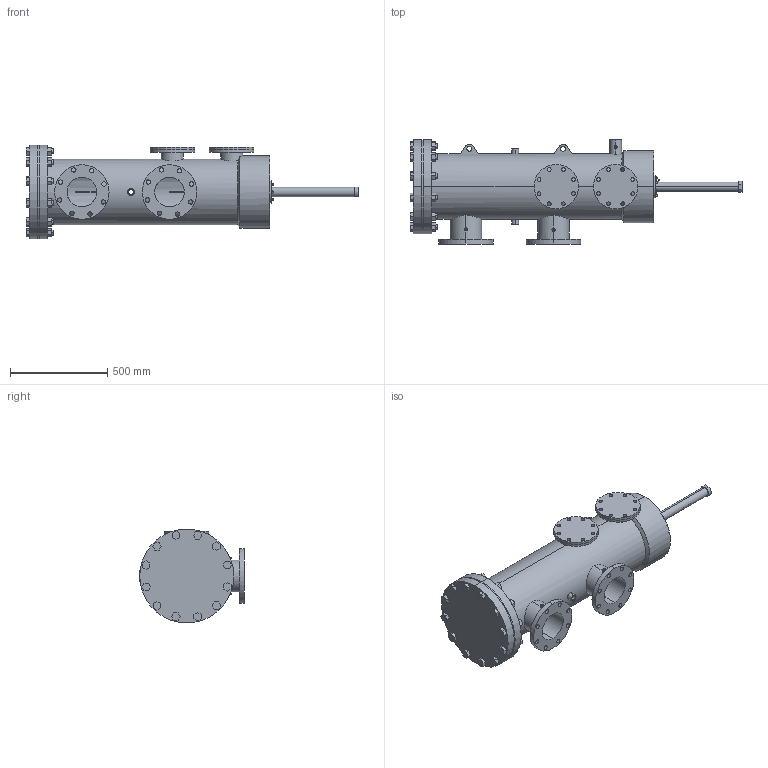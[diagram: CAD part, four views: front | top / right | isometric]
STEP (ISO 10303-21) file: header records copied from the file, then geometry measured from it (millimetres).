
FILE_DESCRIPTION (( 'STEP AP203' ), '1' );
FILE_NAME ('A6-FRP-180.STEP', '2020-09-17T14:03:20', ( '' ), ( '' ), 'SwSTEP 2.0', 'SolidWorks 2018', '' );
FILE_SCHEMA (( 'CONFIG_CONTROL_DESIGN' ));
Length unit declared in the file: inch
Products named in the file (1): A6-FRP-180
Bounding box: 1704.67 x 536.7 x 482.6 mm (x, y, z)
Volume: 25742766.1 mm3; surface area: 4998444.7 mm2
Topology: 33 solids, 33 shells, 638 faces, 1596 edges, 1060 vertices
Faces by surface type: cylinder 328, plane 306, cone 4
Entity records: 22367 total; most frequent: CARTESIAN_POINT 6181, DIRECTION 3390, ORIENTED_EDGE 3192, EDGE_CURVE 1596, AXIS2_PLACEMENT_3D 1241, VERTEX_POINT 1060, VECTOR 908, LINE 908
